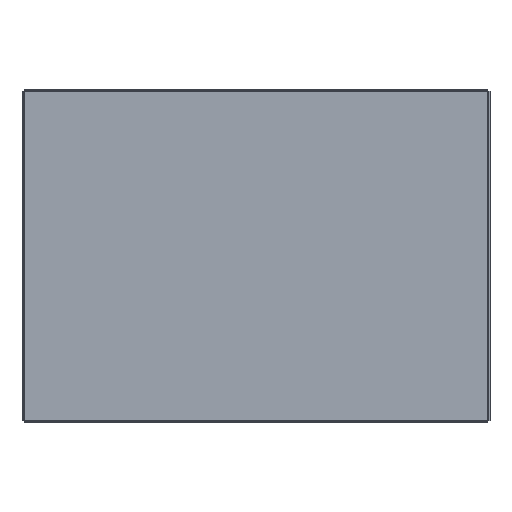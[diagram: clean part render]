
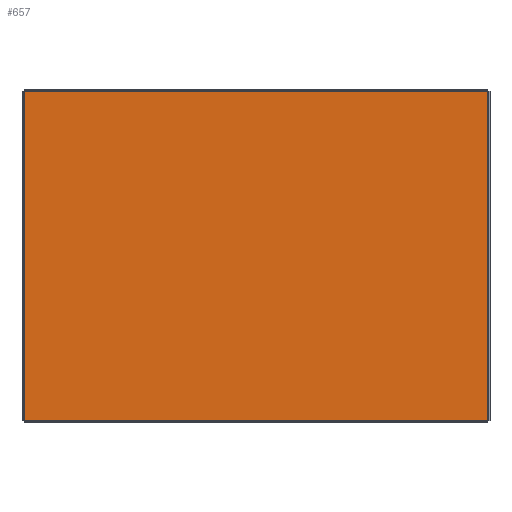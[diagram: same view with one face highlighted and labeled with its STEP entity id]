
A CAD part, left-side view. The second image highlights one B-rep face of the part: STEP entity #657.
In plain terms, the highlighted planar face has unit normal (-1, 0, 0).
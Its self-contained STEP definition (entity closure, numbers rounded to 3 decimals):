
#181 = CARTESIAN_POINT ( 'NONE',  ( -1.2, -212.3, -150.8 ) ) ;
#185 = AXIS2_PLACEMENT_3D ( 'NONE', #2987, #1793, #2497 ) ;
#230 = VECTOR ( 'NONE', #676, 1000. ) ;
#254 = DIRECTION ( 'NONE',  ( 0., 1., 0. ) ) ;
#422 = EDGE_LOOP ( 'NONE', ( #1467, #1569, #765, #1969 ) ) ;
#526 = CARTESIAN_POINT ( 'NONE',  ( -1.2, -212.593, -150.8 ) ) ;
#538 = LINE ( 'NONE', #817, #684 ) ;
#575 = VECTOR ( 'NONE', #2830, 1000. ) ;
#657 = ADVANCED_FACE ( 'NONE', ( #2892 ), #2779, .T. ) ;
#676 = DIRECTION ( 'NONE',  ( 0., -1., 0. ) ) ;
#684 = VECTOR ( 'NONE', #1768, 1000. ) ;
#765 = ORIENTED_EDGE ( 'NONE', *, *, #1457, .F. ) ;
#817 = CARTESIAN_POINT ( 'NONE',  ( -1.2, 212.3, -151.093 ) ) ;
#877 = VERTEX_POINT ( 'NONE', #2359 ) ;
#1085 = VECTOR ( 'NONE', #254, 1000. ) ;
#1166 = LINE ( 'NONE', #526, #1085 ) ;
#1205 = LINE ( 'NONE', #1605, #575 ) ;
#1300 = CARTESIAN_POINT ( 'NONE',  ( -1.2, 212.3, -150.8 ) ) ;
#1336 = CARTESIAN_POINT ( 'NONE',  ( -1.2, -212.3, 150.8 ) ) ;
#1457 = EDGE_CURVE ( 'NONE', #1630, #1799, #1205, .T. ) ;
#1467 = ORIENTED_EDGE ( 'NONE', *, *, #2609, .F. ) ;
#1569 = ORIENTED_EDGE ( 'NONE', *, *, #2494, .F. ) ;
#1605 = CARTESIAN_POINT ( 'NONE',  ( -1.2, -212.3, 151.093 ) ) ;
#1630 = VERTEX_POINT ( 'NONE', #1336 ) ;
#1722 = EDGE_CURVE ( 'NONE', #877, #1630, #2606, .T. ) ;
#1768 = DIRECTION ( 'NONE',  ( 0., 0., 1. ) ) ;
#1793 = DIRECTION ( 'NONE',  ( -1., 0., 0. ) ) ;
#1799 = VERTEX_POINT ( 'NONE', #181 ) ;
#1969 = ORIENTED_EDGE ( 'NONE', *, *, #1722, .F. ) ;
#2154 = CARTESIAN_POINT ( 'NONE',  ( -1.2, 212.593, 150.8 ) ) ;
#2359 = CARTESIAN_POINT ( 'NONE',  ( -1.2, 212.3, 150.8 ) ) ;
#2494 = EDGE_CURVE ( 'NONE', #1799, #2582, #1166, .T. ) ;
#2497 = DIRECTION ( 'NONE',  ( 0., 0., 1. ) ) ;
#2582 = VERTEX_POINT ( 'NONE', #1300 ) ;
#2606 = LINE ( 'NONE', #2154, #230 ) ;
#2609 = EDGE_CURVE ( 'NONE', #2582, #877, #538, .T. ) ;
#2779 = PLANE ( 'NONE',  #185 ) ;
#2830 = DIRECTION ( 'NONE',  ( 0., 0., -1. ) ) ;
#2892 = FACE_OUTER_BOUND ( 'NONE', #422, .T. ) ;
#2987 = CARTESIAN_POINT ( 'NONE',  ( -1.2, 0., 0. ) ) ;
